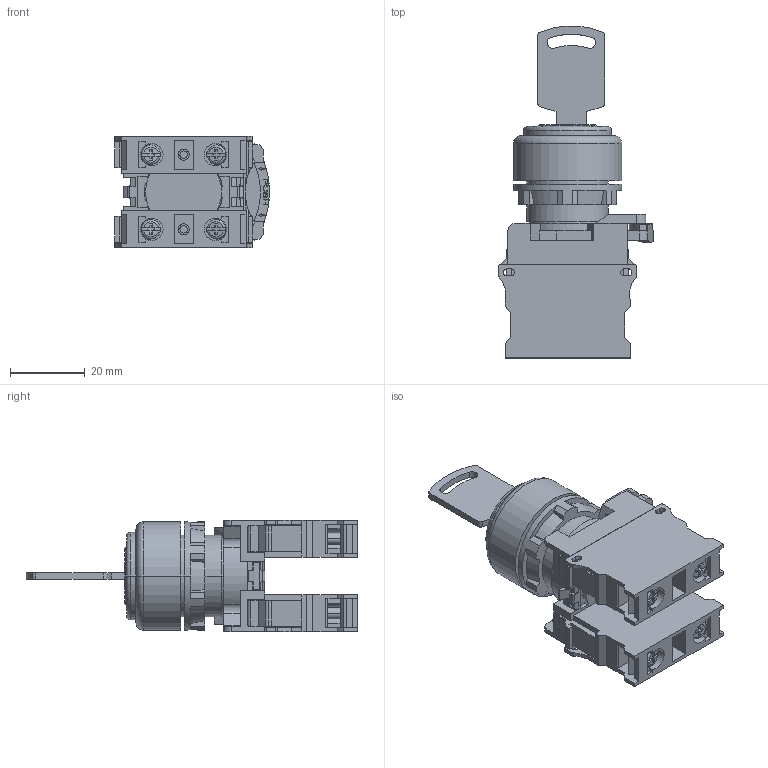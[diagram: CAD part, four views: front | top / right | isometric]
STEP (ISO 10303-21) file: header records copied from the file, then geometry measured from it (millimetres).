
FILE_DESCRIPTION((''),'2;1');
FILE_NAME('LA167-D8E-11Y-2_ASM','2024-03-13T',('Administrator'),('zyb.com'),'PRO/ENGINEER BY PARAMETRIC TECHNOLOGY CORPORATION, 2010280','PRO/ENGINEER BY PARAMETRIC TECHNOLOGY CORPORATION, 2010280','');
FILE_SCHEMA(('CONFIG_CONTROL_DESIGN','SHAPE_APPEARANCE_LAYERS_GROUPS'));
Length unit declared in the file: millimetre
Products named in the file (4): Y20240312002; Y20240312001; Y20240312010; LA167-D8E-11Y-2_ASM
Assembly tree (4 placements, depth 2):
  LA167-D8E-11Y-2_ASM
    Y20240312002
    Y20240312001  x2
    Y20240312010
Bounding box: 41.5 x 88.93 x 30 mm (x, y, z)
Volume: 37688.3 mm3; surface area: 20517.5 mm2
Topology: 4 solids, 4 shells, 946 faces, 2699 edges, 1769 vertices
Faces by surface type: plane 737, cylinder 175, torus 16, cone 9, sphere 6, bspline 3
Entity records: 24603 total; most frequent: CARTESIAN_POINT 4770, ORIENTED_EDGE 4230, DIRECTION 3954, EDGE_CURVE 2115, VECTOR 1660, LINE 1660, VERTEX_POINT 1387, AXIS2_PLACEMENT_3D 1147
